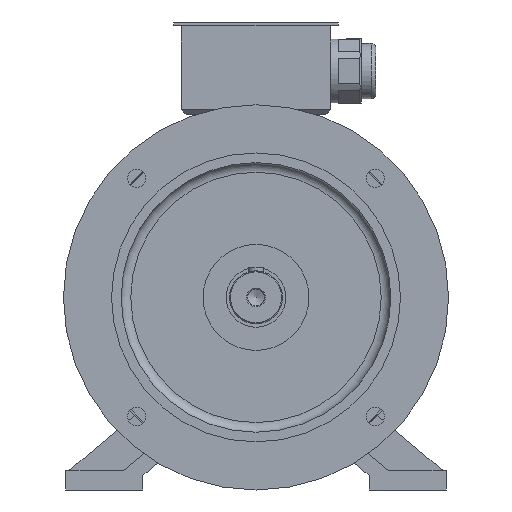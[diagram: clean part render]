
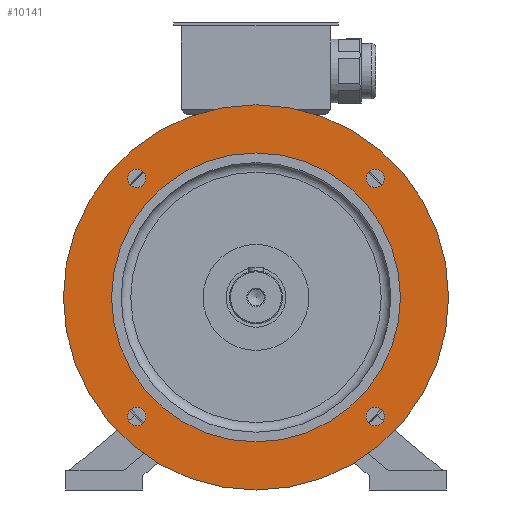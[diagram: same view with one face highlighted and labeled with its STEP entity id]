
A CAD part, front view. The second image highlights one B-rep face of the part: STEP entity #10141.
In plain terms, the highlighted planar face has unit normal (0, -1, 0).
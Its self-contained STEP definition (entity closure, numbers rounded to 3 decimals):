
#1588=PLANE('',#10575);
#1906=ORIENTED_EDGE('',*,*,#4085,.F.);
#1907=ORIENTED_EDGE('',*,*,#4087,.F.);
#1908=ORIENTED_EDGE('',*,*,#4089,.F.);
#1909=ORIENTED_EDGE('',*,*,#4108,.F.);
#1910=ORIENTED_EDGE('',*,*,#4109,.F.);
#1911=ORIENTED_EDGE('',*,*,#4107,.T.);
#4085=EDGE_CURVE('',#5190,#5190,#5939,.T.);
#4087=EDGE_CURVE('',#5192,#5192,#5941,.T.);
#4089=EDGE_CURVE('',#5194,#5194,#5943,.T.);
#4107=EDGE_CURVE('',#5212,#5212,#5957,.T.);
#4108=EDGE_CURVE('',#5213,#5213,#5958,.T.);
#4109=EDGE_CURVE('',#5214,#5214,#5959,.T.);
#5190=VERTEX_POINT('',#13456);
#5192=VERTEX_POINT('',#13461);
#5194=VERTEX_POINT('',#13466);
#5212=VERTEX_POINT('',#13741);
#5213=VERTEX_POINT('',#13744);
#5214=VERTEX_POINT('',#13746);
#5939=CIRCLE('',#10545,9.5);
#5941=CIRCLE('',#10548,9.5);
#5943=CIRCLE('',#10551,9.5);
#5957=CIRCLE('',#10574,200.);
#5958=CIRCLE('',#10576,9.5);
#5959=CIRCLE('',#10577,150.);
#6265=EDGE_LOOP('',(#1906));
#6266=EDGE_LOOP('',(#1907));
#6267=EDGE_LOOP('',(#1908));
#6268=EDGE_LOOP('',(#1909));
#6269=EDGE_LOOP('',(#1910));
#6270=EDGE_LOOP('',(#1911));
#6740=FACE_BOUND('',#6265,.T.);
#6741=FACE_BOUND('',#6266,.T.);
#6742=FACE_BOUND('',#6267,.T.);
#6743=FACE_BOUND('',#6268,.T.);
#6744=FACE_BOUND('',#6269,.T.);
#6745=FACE_BOUND('',#6270,.T.);
#10141=ADVANCED_FACE('',(#6740,#6741,#6742,#6743,#6744,#6745),#1588,.F.);
#10545=AXIS2_PLACEMENT_3D('',#13455,#11280,#11281);
#10548=AXIS2_PLACEMENT_3D('',#13460,#11286,#11287);
#10551=AXIS2_PLACEMENT_3D('',#13465,#11292,#11293);
#10574=AXIS2_PLACEMENT_3D('',#13740,#11340,#11341);
#10575=AXIS2_PLACEMENT_3D('',#13742,#11342,#11343);
#10576=AXIS2_PLACEMENT_3D('',#13743,#11344,#11345);
#10577=AXIS2_PLACEMENT_3D('',#13745,#11346,#11347);
#11280=DIRECTION('',(0.,-1.,0.));
#11281=DIRECTION('',(0.,0.,1.));
#11286=DIRECTION('',(0.,-1.,0.));
#11287=DIRECTION('',(-1.,0.,0.));
#11292=DIRECTION('',(0.,-1.,0.));
#11293=DIRECTION('',(0.,0.,-1.));
#11340=DIRECTION('',(0.,-1.,0.));
#11341=DIRECTION('',(0.,0.,-1.));
#11342=DIRECTION('',(0.,1.,0.));
#11343=DIRECTION('',(0.,0.,1.));
#11344=DIRECTION('',(0.,-1.,0.));
#11345=DIRECTION('',(1.,0.,0.));
#11346=DIRECTION('',(0.,-1.,0.));
#11347=DIRECTION('',(0.,0.,-1.));
#13455=CARTESIAN_POINT('',(-123.744,-54.,-123.744));
#13456=CARTESIAN_POINT('',(-123.744,-54.,-114.244));
#13460=CARTESIAN_POINT('',(123.744,-54.,-123.744));
#13461=CARTESIAN_POINT('',(114.244,-54.,-123.744));
#13465=CARTESIAN_POINT('',(123.744,-54.,123.744));
#13466=CARTESIAN_POINT('',(123.744,-54.,114.244));
#13740=CARTESIAN_POINT('',(0.,-54.,0.));
#13741=CARTESIAN_POINT('',(0.,-54.,-200.));
#13742=CARTESIAN_POINT('',(0.,-54.,200.));
#13743=CARTESIAN_POINT('',(-123.744,-54.,123.744));
#13744=CARTESIAN_POINT('',(-114.244,-54.,123.744));
#13745=CARTESIAN_POINT('',(0.,-54.,0.));
#13746=CARTESIAN_POINT('',(0.,-54.,-150.));
